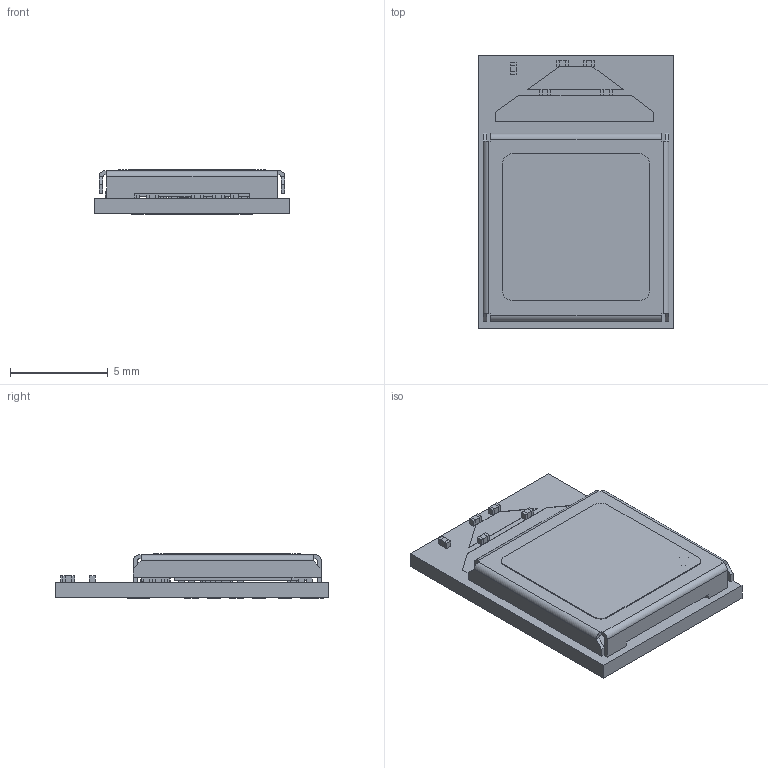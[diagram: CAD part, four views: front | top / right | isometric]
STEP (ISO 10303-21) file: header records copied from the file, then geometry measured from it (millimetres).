
FILE_DESCRIPTION(('STEP AP214'),'1');
FILE_NAME('NINA-W156-00B-PT1.step','2020-02-17T11:56:22',(' '),(' '),'Spatial InterOp 3D',' ',' ');
FILE_SCHEMA(('automotive_design'));
Length unit declared in the file: metre
Products named in the file (36): NINA-pads; Part9; NINA-W1x6; Shield box; Part49; Shieldbox; Flash; Package; ESP32; Part57; BP 0402; Part76; C 0201; Part83; C0402; Part38; Part39; 2x1.6 Crystal ; X2; PCB; NINA-W156 Label; L 0201
Assembly tree (111 placements, depth 4):
  NINA-W1x6
    NINA-pads
      Part9  x10
      Part9  x20
      Part9  x18
      Part9  x4
    Shieldbox
      Shield box
        Part49
    Flash
      Package
    ESP32
      Part57
    BP 0402
      Part76
      Part76
    C 0201  x24
      Part83
      Part83
      Part83
    C0402  x2
      Part38
      Part39
    C 0201  x4
      Part83
      Part83
      Part83
    2x1.6 Crystal 
      X2
    PCB
      PCB
    NINA-W156 Label
    L 0201  x2
      Part83
      Part83
      Part83
Bounding box: 10 x 14 x 2.26 mm (x, y, z)
Volume: 181.5 mm3; surface area: 935.5 mm2
Topology: 158 solids, 158 shells, 1026 faces, 2105 edges, 1398 vertices
Faces by surface type: plane 997, cylinder 25, torus 4
Full cylindrical faces by diameter (mm): 0.8 x1
Entity records: 9697 total; most frequent: DIRECTION 1290, CARTESIAN_POINT 1220, ORIENTED_EDGE 1040, EDGE_CURVE 520, LINE 466, VECTOR 466, AXIS2_PLACEMENT_3D 412, VERTEX_POINT 342
